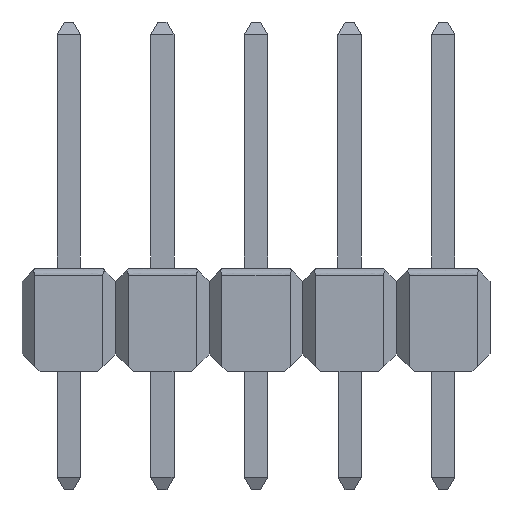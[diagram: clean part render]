
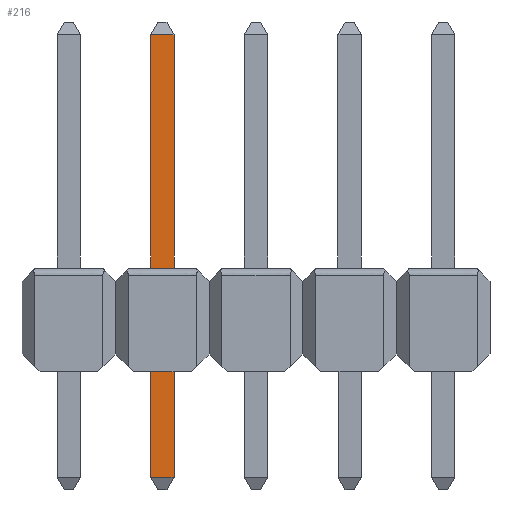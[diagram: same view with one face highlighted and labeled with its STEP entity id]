
A CAD part, front view. The second image highlights one B-rep face of the part: STEP entity #216.
In plain terms, the highlighted free-form (B-spline) face has degree [1, 1] with [2, 2] control points.
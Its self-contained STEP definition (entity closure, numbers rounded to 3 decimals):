
#216=ADVANCED_FACE('',(#398),#6089,.T.);
#398=FACE_OUTER_BOUND('',#580,.T.);
#580=EDGE_LOOP('',(#811,#812,#813,#814));
#811=ORIENTED_EDGE('',*,*,#3978,.F.);
#812=ORIENTED_EDGE('',*,*,#3957,.F.);
#813=ORIENTED_EDGE('',*,*,#3980,.F.);
#814=ORIENTED_EDGE('',*,*,#3975,.F.);
#1671=PCURVE('',#6099,#2579);
#1699=PCURVE('',#6106,#2607);
#1710=PCURVE('',#6108,#2618);
#1715=PCURVE('',#6109,#2623);
#1719=PCURVE('',#6089,#2627);
#1720=PCURVE('',#6089,#2628);
#1721=PCURVE('',#6089,#2629);
#1722=PCURVE('',#6089,#2630);
#2579=DEFINITIONAL_REPRESENTATION('',(#4432),#11094);
#2607=DEFINITIONAL_REPRESENTATION('',(#4478),#11094);
#2618=DEFINITIONAL_REPRESENTATION('',(#4492),#11094);
#2623=DEFINITIONAL_REPRESENTATION('',(#4499),#11094);
#2627=DEFINITIONAL_REPRESENTATION('',(#4503),#11094);
#2628=DEFINITIONAL_REPRESENTATION('',(#4504),#11094);
#2629=DEFINITIONAL_REPRESENTATION('',(#4505),#11094);
#2630=DEFINITIONAL_REPRESENTATION('',(#4506),#11094);
#3487=SURFACE_CURVE('',#4431,(#1671,#1720),.PCURVE_S1.);
#3505=SURFACE_CURVE('',#4477,(#1699,#1722),.PCURVE_S1.);
#3508=SURFACE_CURVE('',#4491,(#1710,#1719),.PCURVE_S1.);
#3510=SURFACE_CURVE('',#4498,(#1715,#1721),.PCURVE_S1.);
#3957=EDGE_CURVE('',#5793,#5792,#3487,.T.);
#3975=EDGE_CURVE('',#5796,#5802,#3505,.T.);
#3978=EDGE_CURVE('',#5792,#5796,#3508,.T.);
#3980=EDGE_CURVE('',#5802,#5793,#3510,.T.);
#4431=B_SPLINE_CURVE_WITH_KNOTS('',1,(#6668,#6669),.UNSPECIFIED.,.F.,.F.,
(2,2),(-0.63,0.),.UNSPECIFIED.);
#4432=B_SPLINE_CURVE_WITH_KNOTS('',1,(#6670,#6671),.UNSPECIFIED.,.F.,.F.,
(2,2),(-0.63,0.),.UNSPECIFIED.);
#4477=B_SPLINE_CURVE_WITH_KNOTS('',1,(#6760,#6761),.UNSPECIFIED.,.F.,.F.,
(2,2),(9.266,9.896),.UNSPECIFIED.);
#4478=B_SPLINE_CURVE_WITH_KNOTS('',1,(#6762,#6763),.UNSPECIFIED.,.F.,.F.,
(2,2),(9.266,9.896),.UNSPECIFIED.);
#4491=B_SPLINE_CURVE_WITH_KNOTS('',1,(#6788,#6789),.UNSPECIFIED.,.F.,.F.,
(2,2),(11.156,20.383),.UNSPECIFIED.);
#4492=B_SPLINE_CURVE_WITH_KNOTS('',1,(#6790,#6791),.UNSPECIFIED.,.F.,.F.,
(2,2),(11.156,20.383),.UNSPECIFIED.);
#4498=B_SPLINE_CURVE_WITH_KNOTS('',1,(#6804,#6805),.UNSPECIFIED.,.F.,.F.,
(2,2),(0.038,9.266),.UNSPECIFIED.);
#4499=B_SPLINE_CURVE_WITH_KNOTS('',1,(#6806,#6807),.UNSPECIFIED.,.F.,.F.,
(2,2),(0.038,9.266),.UNSPECIFIED.);
#4503=B_SPLINE_CURVE_WITH_KNOTS('',1,(#6816,#6817),.UNSPECIFIED.,.F.,.F.,
(2,2),(11.156,20.383),.UNSPECIFIED.);
#4504=B_SPLINE_CURVE_WITH_KNOTS('',1,(#6818,#6819),.UNSPECIFIED.,.F.,.F.,
(2,2),(-0.63,0.),.UNSPECIFIED.);
#4505=B_SPLINE_CURVE_WITH_KNOTS('',1,(#6820,#6821),.UNSPECIFIED.,.F.,.F.,
(2,2),(0.038,9.266),.UNSPECIFIED.);
#4506=B_SPLINE_CURVE_WITH_KNOTS('',3,(#6822,#6823,#6824,#6825),
 .UNSPECIFIED.,.F.,.F.,(4,4),(9.266,9.896),
 .UNSPECIFIED.);
#5792=VERTEX_POINT('',#6640);
#5793=VERTEX_POINT('',#6641);
#5796=VERTEX_POINT('',#6644);
#5802=VERTEX_POINT('',#6650);
#6089=B_SPLINE_SURFACE_WITH_KNOTS('',1,1,((#6632,#6633),(#6634,#6635)),
 .UNSPECIFIED.,.F.,.F.,.F.,(2,2),(2,2),(-9.358,0.093),
(-0.64,0.01),.UNSPECIFIED.);
#6099=PLANE('',#6281);
#6106=PLANE('',#6288);
#6108=PLANE('',#6290);
#6109=PLANE('',#6291);
#6281=AXIS2_PLACEMENT_3D('',#6617,#6448,$);
#6288=AXIS2_PLACEMENT_3D('',#6624,#6455,$);
#6290=AXIS2_PLACEMENT_3D('',#6626,#6457,$);
#6291=AXIS2_PLACEMENT_3D('',#6631,#6458,$);
#6448=DIRECTION('',(0.,-0.873,-0.488));
#6455=DIRECTION('',(0.,-0.873,0.488));
#6457=DIRECTION('',(-1.,0.,0.));
#6458=DIRECTION('',(1.,0.,0.));
#6617=CARTESIAN_POINT('',(2.215,-0.12,-3.209));
#6624=CARTESIAN_POINT('',(2.215,-0.32,9.147));
#6626=CARTESIAN_POINT('',(2.225,-0.325,9.326));
#6631=CARTESIAN_POINT('',(2.855,-0.325,-2.981));
#6632=CARTESIAN_POINT('',(2.215,-0.315,9.326));
#6633=CARTESIAN_POINT('',(2.865,-0.315,9.326));
#6634=CARTESIAN_POINT('',(2.215,-0.315,-2.981));
#6635=CARTESIAN_POINT('',(2.865,-0.315,-2.981));
#6640=CARTESIAN_POINT('',(2.225,-0.315,-2.86));
#6641=CARTESIAN_POINT('',(2.855,-0.315,-2.86));
#6644=CARTESIAN_POINT('',(2.225,-0.315,9.156));
#6650=CARTESIAN_POINT('',(2.855,-0.315,9.156));
#6668=CARTESIAN_POINT('',(2.855,-0.315,-2.86));
#6669=CARTESIAN_POINT('',(2.225,-0.315,-2.86));
#6670=CARTESIAN_POINT('',(0.,0.));
#6671=CARTESIAN_POINT('',(-0.63,0.));
#6760=CARTESIAN_POINT('',(2.225,-0.315,9.156));
#6761=CARTESIAN_POINT('',(2.855,-0.315,9.156));
#6762=CARTESIAN_POINT('',(0.,0.));
#6763=CARTESIAN_POINT('',(0.63,0.));
#6788=CARTESIAN_POINT('',(2.225,-0.315,-2.86));
#6789=CARTESIAN_POINT('',(2.225,-0.315,9.156));
#6790=CARTESIAN_POINT('',(0.,9.266));
#6791=CARTESIAN_POINT('',(0.,0.038));
#6804=CARTESIAN_POINT('',(2.855,-0.315,9.156));
#6805=CARTESIAN_POINT('',(2.855,-0.315,-2.86));
#6806=CARTESIAN_POINT('',(0.,-0.038));
#6807=CARTESIAN_POINT('',(0.,-9.266));
#6816=CARTESIAN_POINT('',(0.,-0.63));
#6817=CARTESIAN_POINT('',(-9.227,-0.63));
#6818=CARTESIAN_POINT('',(0.,0.));
#6819=CARTESIAN_POINT('',(0.,-0.63));
#6820=CARTESIAN_POINT('',(-9.227,0.));
#6821=CARTESIAN_POINT('',(0.,0.));
#6822=CARTESIAN_POINT('',(-9.227,-0.63));
#6823=CARTESIAN_POINT('',(-9.227,-0.42));
#6824=CARTESIAN_POINT('',(-9.227,-0.21));
#6825=CARTESIAN_POINT('',(-9.227,0.));
#11094=(
GEOMETRIC_REPRESENTATION_CONTEXT(2)
PARAMETRIC_REPRESENTATION_CONTEXT()
REPRESENTATION_CONTEXT('pspace','')
);
